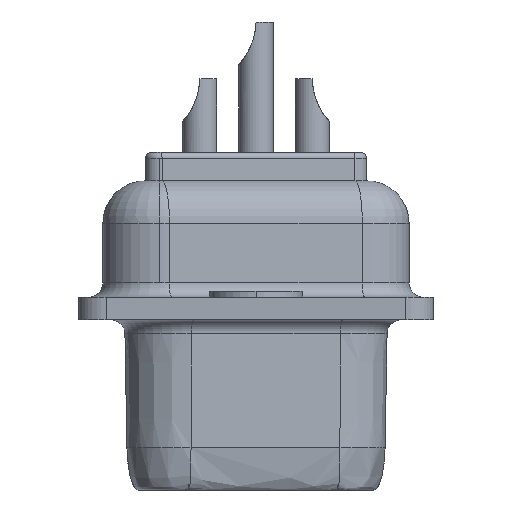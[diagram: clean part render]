
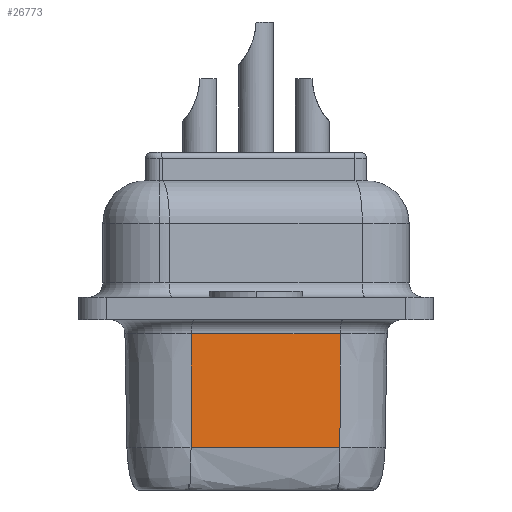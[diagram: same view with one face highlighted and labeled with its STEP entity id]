
A CAD part, left-side view. The second image highlights one B-rep face of the part: STEP entity #26773.
In plain terms, the highlighted planar face has unit normal (-0.985, -0.174, -0.018).
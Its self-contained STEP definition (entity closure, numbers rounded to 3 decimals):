
#11 = VECTOR ( 'NONE', #33397, 1000. ) ;
#176 = CARTESIAN_POINT ( 'NONE',  ( -19.946, 2.278, 5.509 ) ) ;
#1029 = CARTESIAN_POINT ( 'NONE',  ( -19.568, 0.541, 1.493 ) ) ;
#1431 = ORIENTED_EDGE ( 'NONE', *, *, #11847, .T. ) ;
#3872 = CARTESIAN_POINT ( 'NONE',  ( -19.877, 2.291, 1.493 ) ) ;
#4096 = DIRECTION ( 'NONE',  ( -0.985, -0.174, -0.017 ) ) ;
#4463 = ORIENTED_EDGE ( 'NONE', *, *, #28241, .T. ) ;
#6933 = CARTESIAN_POINT ( 'NONE',  ( -19.851, 2.295, 0. ) ) ;
#7611 = LINE ( 'NONE', #20626, #30746 ) ;
#9139 = LINE ( 'NONE', #14970, #11 ) ;
#9636 = DIRECTION ( 'NONE',  ( 0.174, -0.985, 0. ) ) ;
#10901 = CARTESIAN_POINT ( 'NONE',  ( -18.951, -2.959, 1.493 ) ) ;
#11039 = DIRECTION ( 'NONE',  ( -0.174, 0.985, 0. ) ) ;
#11222 = ORIENTED_EDGE ( 'NONE', *, *, #19300, .T. ) ;
#11847 = EDGE_CURVE ( 'NONE', #21585, #28511, #13707, .T. ) ;
#13707 = LINE ( 'NONE', #176, #15547 ) ;
#14733 = CARTESIAN_POINT ( 'NONE',  ( -19.26, -1.209, 1.493 ) ) ;
#14970 = CARTESIAN_POINT ( 'NONE',  ( -18.925, -2.955, 0. ) ) ;
#15547 = VECTOR ( 'NONE', #11039, 1000. ) ;
#16434 = AXIS2_PLACEMENT_3D ( 'NONE', #6933, #4096, #9636 ) ;
#17615 = B_SPLINE_CURVE_WITH_KNOTS ( 'NONE', 3,
 ( #3872, #1029, #14733, #33682 ),
 .UNSPECIFIED., .F., .F.,
 ( 4, 4 ),
 ( 0., 1. ),
 .UNSPECIFIED. ) ;
#19300 = EDGE_CURVE ( 'NONE', #22986, #26640, #17615, .T. ) ;
#20626 = CARTESIAN_POINT ( 'NONE',  ( -19.851, 2.295, 0. ) ) ;
#21585 = VERTEX_POINT ( 'NONE', #32427 ) ;
#22974 = PLANE ( 'NONE',  #16434 ) ;
#22986 = VERTEX_POINT ( 'NONE', #32534 ) ;
#23157 = FACE_OUTER_BOUND ( 'NONE', #28682, .T. ) ;
#23842 = DIRECTION ( 'NONE',  ( 0.017, 0.003, -1. ) ) ;
#26640 = VERTEX_POINT ( 'NONE', #10901 ) ;
#26773 = ADVANCED_FACE ( 'NONE', ( #23157 ), #22974, .T. ) ;
#28241 = EDGE_CURVE ( 'NONE', #28511, #22986, #7611, .T. ) ;
#28277 = CARTESIAN_POINT ( 'NONE',  ( -19.946, 2.278, 5.509 ) ) ;
#28511 = VERTEX_POINT ( 'NONE', #28277 ) ;
#28682 = EDGE_LOOP ( 'NONE', ( #4463, #11222, #33401, #1431 ) ) ;
#30746 = VECTOR ( 'NONE', #23842, 1000. ) ;
#32427 = CARTESIAN_POINT ( 'NONE',  ( -19.02, -2.972, 5.509 ) ) ;
#32534 = CARTESIAN_POINT ( 'NONE',  ( -19.877, 2.291, 1.493 ) ) ;
#33397 = DIRECTION ( 'NONE',  ( 0.017, 0.003, -1. ) ) ;
#33401 = ORIENTED_EDGE ( 'NONE', *, *, #33452, .F. ) ;
#33452 = EDGE_CURVE ( 'NONE', #21585, #26640, #9139, .T. ) ;
#33682 = CARTESIAN_POINT ( 'NONE',  ( -18.951, -2.959, 1.493 ) ) ;
